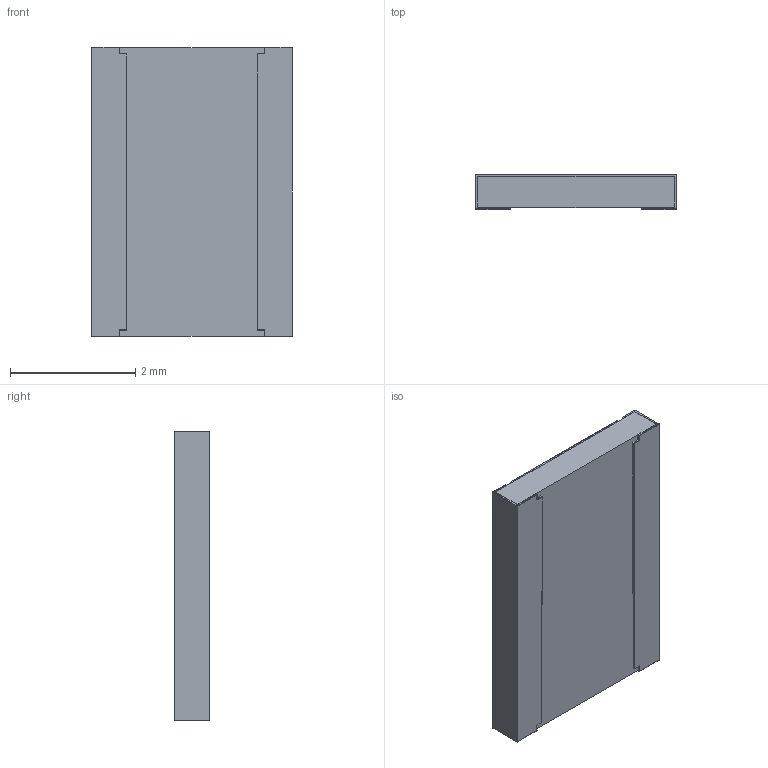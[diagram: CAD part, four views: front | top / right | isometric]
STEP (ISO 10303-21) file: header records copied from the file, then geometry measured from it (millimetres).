
FILE_DESCRIPTION (( 'STEP AP214' ), '1' );
FILE_NAME ('R SMD 1218 0.1%.STEP', '2014-10-17T08:56:31', ( 'Master' ), ( '' ), 'SwSTEP 2.0', 'SolidWorks 2013', '' );
FILE_SCHEMA (( 'AUTOMOTIVE_DESIGN' ));
Length unit declared in the file: millimetre
Products named in the file (1): R SMD 1218 0.1%
Bounding box: 3.2 x 0.55 x 4.61 mm (x, y, z)
Volume: 7.8 mm3; surface area: 38.2 mm2
Topology: 1 solids, 1 shells, 106 faces, 349 edges, 259 vertices
Faces by surface type: plane 74, cylinder 32
Entity records: 5629 total; most frequent: CARTESIAN_POINT 1735, ORIENTED_EDGE 698, DIRECTION 499, EDGE_CURVE 349, VERTEX_POINT 259, VECTOR 241, LINE 241, AXIS2_PLACEMENT_3D 129
